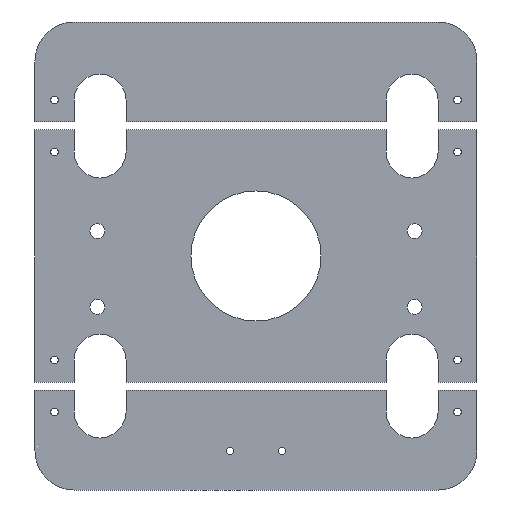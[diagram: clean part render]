
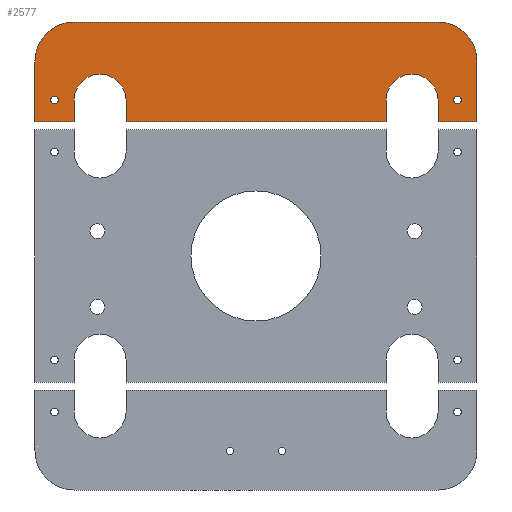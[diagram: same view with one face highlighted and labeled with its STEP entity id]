
A CAD part, front view. The second image highlights one B-rep face of the part: STEP entity #2577.
In plain terms, the highlighted planar face has unit normal (0, -1, 0).
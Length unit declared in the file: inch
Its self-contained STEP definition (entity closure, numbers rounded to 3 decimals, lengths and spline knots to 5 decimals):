
#2229=CARTESIAN_POINT('',(162.5,0.,-30.));
#2230=DIRECTION('',(0.,-1.,0.));
#2231=DIRECTION('',(1.,0.,0.));
#2232=AXIS2_PLACEMENT_3D('',#2229,#2230,#2231);
#2234=CARTESIAN_POINT('',(162.5,0.,-30.));
#2235=DIRECTION('',(0.,-1.,0.));
#2236=DIRECTION('',(-1.,0.,0.));
#2237=AXIS2_PLACEMENT_3D('',#2234,#2235,#2236);
#2239=CARTESIAN_POINT('',(7.5,0.,-30.));
#2240=DIRECTION('',(0.,-1.,0.));
#2241=DIRECTION('',(1.,0.,0.));
#2242=AXIS2_PLACEMENT_3D('',#2239,#2240,#2241);
#2244=CARTESIAN_POINT('',(7.5,0.,-30.));
#2245=DIRECTION('',(0.,-1.,0.));
#2246=DIRECTION('',(-1.,0.,0.));
#2247=AXIS2_PLACEMENT_3D('',#2244,#2245,#2246);
#2249=CARTESIAN_POINT('',(15.,0.,-15.));
#2250=DIRECTION('',(0.,-1.,0.));
#2251=DIRECTION('',(0.,0.,1.));
#2252=AXIS2_PLACEMENT_3D('',#2249,#2250,#2251);
#2254=DIRECTION('',(1.,0.,0.));
#2255=VECTOR('',#2254,140.);
#2256=CARTESIAN_POINT('',(15.,0.,0.));
#2257=LINE('',#2256,#2255);
#2258=CARTESIAN_POINT('',(155.,0.,-15.));
#2259=DIRECTION('',(0.,-1.,0.));
#2260=DIRECTION('',(1.,0.,0.));
#2261=AXIS2_PLACEMENT_3D('',#2258,#2259,#2260);
#2263=DIRECTION('',(0.,0.,-1.));
#2264=VECTOR('',#2263,23.4);
#2265=CARTESIAN_POINT('',(170.,0.,-15.));
#2266=LINE('',#2265,#2264);
#2267=DIRECTION('',(-1.,0.,0.));
#2268=VECTOR('',#2267,15.);
#2269=CARTESIAN_POINT('',(170.,0.,-38.4));
#2270=LINE('',#2269,#2268);
#2271=DIRECTION('',(0.,0.,1.));
#2272=VECTOR('',#2271,8.4);
#2273=CARTESIAN_POINT('',(155.,0.,-38.4));
#2274=LINE('',#2273,#2272);
#2275=CARTESIAN_POINT('',(145.,0.,-30.));
#2276=DIRECTION('',(0.,-1.,0.));
#2277=DIRECTION('',(1.,0.,0.));
#2278=AXIS2_PLACEMENT_3D('',#2275,#2276,#2277);
#2280=DIRECTION('',(0.,0.,-1.));
#2281=VECTOR('',#2280,8.4);
#2282=CARTESIAN_POINT('',(135.,0.,-30.));
#2283=LINE('',#2282,#2281);
#2284=DIRECTION('',(-1.,0.,0.));
#2285=VECTOR('',#2284,100.);
#2286=CARTESIAN_POINT('',(135.,0.,-38.4));
#2287=LINE('',#2286,#2285);
#2288=DIRECTION('',(0.,0.,1.));
#2289=VECTOR('',#2288,8.4);
#2290=CARTESIAN_POINT('',(35.,0.,-38.4));
#2291=LINE('',#2290,#2289);
#2292=CARTESIAN_POINT('',(25.,0.,-30.));
#2293=DIRECTION('',(0.,-1.,0.));
#2294=DIRECTION('',(1.,0.,0.));
#2295=AXIS2_PLACEMENT_3D('',#2292,#2293,#2294);
#2297=DIRECTION('',(0.,0.,-1.));
#2298=VECTOR('',#2297,8.4);
#2299=CARTESIAN_POINT('',(15.,0.,-30.));
#2300=LINE('',#2299,#2298);
#2301=DIRECTION('',(-1.,0.,0.));
#2302=VECTOR('',#2301,15.);
#2303=CARTESIAN_POINT('',(15.,0.,-38.4));
#2304=LINE('',#2303,#2302);
#2305=DIRECTION('',(0.,0.,1.));
#2306=VECTOR('',#2305,23.4);
#2307=CARTESIAN_POINT('',(0.,0.,-38.4));
#2308=LINE('',#2307,#2306);
#2369=CARTESIAN_POINT('',(164.,0.,-30.));
#2370=CARTESIAN_POINT('',(161.,0.,-30.));
#2371=VERTEX_POINT('',#2369);
#2372=VERTEX_POINT('',#2370);
#2373=CARTESIAN_POINT('',(9.,0.,-30.));
#2374=CARTESIAN_POINT('',(6.,0.,-30.));
#2375=VERTEX_POINT('',#2373);
#2376=VERTEX_POINT('',#2374);
#2377=CARTESIAN_POINT('',(170.,0.,-38.4));
#2378=CARTESIAN_POINT('',(155.,0.,-38.4));
#2379=VERTEX_POINT('',#2377);
#2380=VERTEX_POINT('',#2378);
#2381=CARTESIAN_POINT('',(135.,0.,-38.4));
#2382=CARTESIAN_POINT('',(35.,0.,-38.4));
#2383=VERTEX_POINT('',#2381);
#2384=VERTEX_POINT('',#2382);
#2385=CARTESIAN_POINT('',(15.,0.,-38.4));
#2386=CARTESIAN_POINT('',(0.,0.,-38.4));
#2387=VERTEX_POINT('',#2385);
#2388=VERTEX_POINT('',#2386);
#2409=CARTESIAN_POINT('',(35.,0.,-30.));
#2411=VERTEX_POINT('',#2409);
#2413=CARTESIAN_POINT('',(15.,0.,-30.));
#2415=VERTEX_POINT('',#2413);
#2417=CARTESIAN_POINT('',(155.,0.,-30.));
#2419=VERTEX_POINT('',#2417);
#2421=CARTESIAN_POINT('',(135.,0.,-30.));
#2423=VERTEX_POINT('',#2421);
#2425=CARTESIAN_POINT('',(15.,0.,0.));
#2426=CARTESIAN_POINT('',(0.,0.,-15.));
#2427=VERTEX_POINT('',#2425);
#2428=VERTEX_POINT('',#2426);
#2433=CARTESIAN_POINT('',(170.,0.,-15.));
#2434=CARTESIAN_POINT('',(155.,0.,0.));
#2435=VERTEX_POINT('',#2433);
#2436=VERTEX_POINT('',#2434);
#2533=CARTESIAN_POINT('',(0.,0.,0.));
#2534=DIRECTION('',(0.,1.,0.));
#2535=DIRECTION('',(1.,0.,0.));
#2536=AXIS2_PLACEMENT_3D('',#2533,#2534,#2535);
#2537=PLANE('',#2536);
#2539=ORIENTED_EDGE('',*,*,#2538,.F.);
#2541=ORIENTED_EDGE('',*,*,#2540,.T.);
#2543=ORIENTED_EDGE('',*,*,#2542,.F.);
#2545=ORIENTED_EDGE('',*,*,#2544,.T.);
#2547=ORIENTED_EDGE('',*,*,#2546,.T.);
#2549=ORIENTED_EDGE('',*,*,#2548,.T.);
#2551=ORIENTED_EDGE('',*,*,#2550,.T.);
#2553=ORIENTED_EDGE('',*,*,#2552,.T.);
#2555=ORIENTED_EDGE('',*,*,#2554,.T.);
#2556=ORIENTED_EDGE('',*,*,#2448,.T.);
#2557=ORIENTED_EDGE('',*,*,#2467,.T.);
#2559=ORIENTED_EDGE('',*,*,#2558,.T.);
#2561=ORIENTED_EDGE('',*,*,#2560,.T.);
#2563=ORIENTED_EDGE('',*,*,#2562,.T.);
#2564=EDGE_LOOP('',(#2539,#2541,#2543,#2545,#2547,#2549,#2551,#2553,#2555,#2556,
#2557,#2559,#2561,#2563));
#2565=FACE_OUTER_BOUND('',#2564,.F.);
#2567=ORIENTED_EDGE('',*,*,#2566,.T.);
#2569=ORIENTED_EDGE('',*,*,#2568,.T.);
#2570=EDGE_LOOP('',(#2567,#2569));
#2571=FACE_BOUND('',#2570,.F.);
#2572=ORIENTED_EDGE('',*,*,#2523,.T.);
#2574=ORIENTED_EDGE('',*,*,#2573,.T.);
#2575=EDGE_LOOP('',(#2572,#2574));
#2576=FACE_BOUND('',#2575,.F.);
#2233=CIRCLE('',#2232,1.5);
#2238=CIRCLE('',#2237,1.5);
#2243=CIRCLE('',#2242,1.5);
#2248=CIRCLE('',#2247,1.5);
#2253=CIRCLE('',#2252,15.);
#2262=CIRCLE('',#2261,15.);
#2279=CIRCLE('',#2278,10.);
#2296=CIRCLE('',#2295,10.);
#2448=EDGE_CURVE('',#2384,#2411,#2291,.T.);
#2467=EDGE_CURVE('',#2411,#2415,#2296,.T.);
#2523=EDGE_CURVE('',#2371,#2372,#2233,.T.);
#2538=EDGE_CURVE('',#2427,#2428,#2253,.T.);
#2540=EDGE_CURVE('',#2427,#2436,#2257,.T.);
#2542=EDGE_CURVE('',#2435,#2436,#2262,.T.);
#2544=EDGE_CURVE('',#2435,#2379,#2266,.T.);
#2546=EDGE_CURVE('',#2379,#2380,#2270,.T.);
#2548=EDGE_CURVE('',#2380,#2419,#2274,.T.);
#2550=EDGE_CURVE('',#2419,#2423,#2279,.T.);
#2552=EDGE_CURVE('',#2423,#2383,#2283,.T.);
#2554=EDGE_CURVE('',#2383,#2384,#2287,.T.);
#2558=EDGE_CURVE('',#2415,#2387,#2300,.T.);
#2560=EDGE_CURVE('',#2387,#2388,#2304,.T.);
#2562=EDGE_CURVE('',#2388,#2428,#2308,.T.);
#2566=EDGE_CURVE('',#2375,#2376,#2243,.T.);
#2568=EDGE_CURVE('',#2376,#2375,#2248,.T.);
#2573=EDGE_CURVE('',#2372,#2371,#2238,.T.);
#2577=ADVANCED_FACE('',(#2565,#2571,#2576),#2537,.F.);
